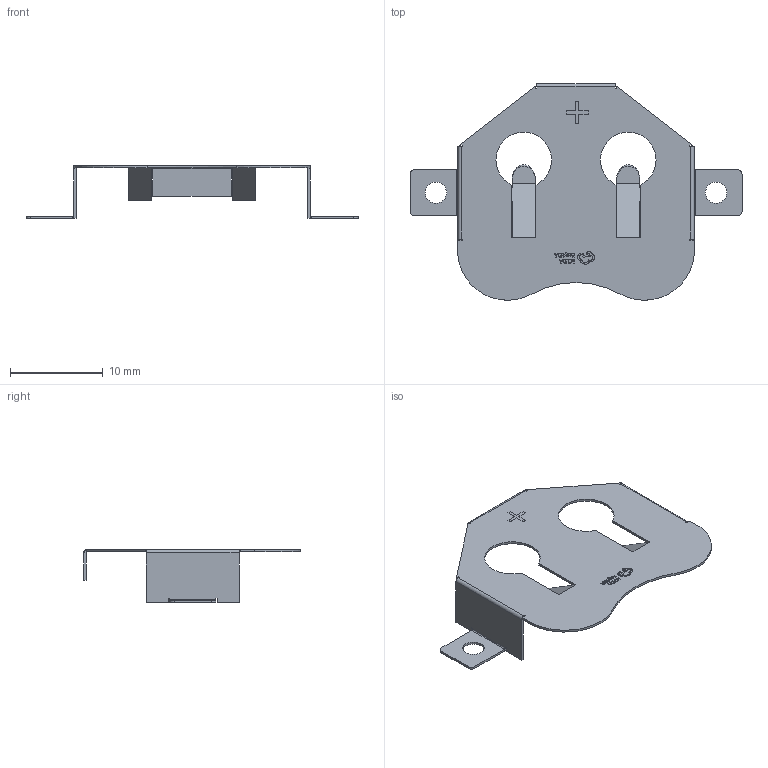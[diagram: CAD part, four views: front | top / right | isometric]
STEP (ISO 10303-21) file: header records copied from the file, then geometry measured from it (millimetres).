
FILE_DESCRIPTION (( 'STEP AP214' ), '1' );
FILE_NAME ('BAT-SMD_MY-2450-01.step', '2022-06-16T11:00:42', ( '' ), ( '' ), 'SwSTEP 2.0', 'SolidWorks 2020', '' );
FILE_SCHEMA (( 'AUTOMOTIVE_DESIGN' ));
Length unit declared in the file: millimetre
Products named in the file (1): BAT-SMD_MY-2450-01
Bounding box: 35.8 x 23.35 x 5.71 mm (x, y, z)
Volume: 158.4 mm3; surface area: 1340.7 mm2
Topology: 1 solids, 1 shells, 365 faces, 973 edges, 630 vertices
Faces by surface type: plane 236, bspline 98, cylinder 31
Entity records: 14153 total; most frequent: CARTESIAN_POINT 3299, ORIENTED_EDGE 1946, DIRECTION 1355, EDGE_CURVE 973, LINE 711, VECTOR 711, VERTEX_POINT 630, EDGE_LOOP 393
